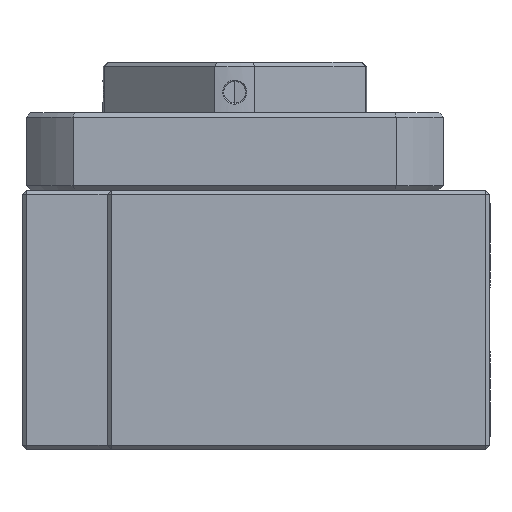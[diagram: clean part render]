
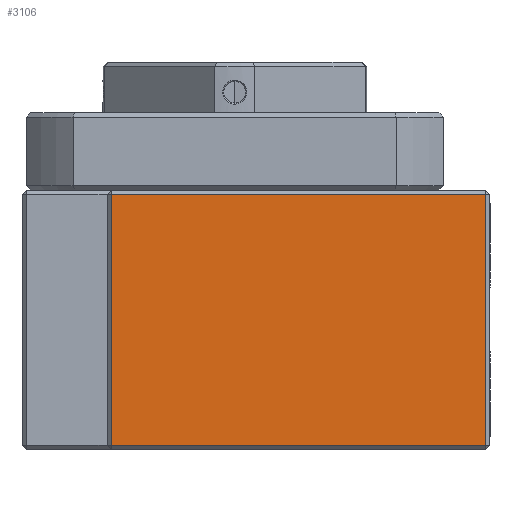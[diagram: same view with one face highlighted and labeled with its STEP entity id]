
A CAD part, left-side view. The second image highlights one B-rep face of the part: STEP entity #3106.
In plain terms, the highlighted planar face has unit normal (-1, 0, 0).
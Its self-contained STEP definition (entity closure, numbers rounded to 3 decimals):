
#1499 = CARTESIAN_POINT ( 'NONE',  ( -80., 89., -29.5 ) ) ;
#1503 = VERTEX_POINT ( 'NONE', #1499 ) ;
#1508 = VERTEX_POINT ( 'NONE', #1983 ) ;
#1517 = VERTEX_POINT ( 'NONE', #1991 ) ;
#1519 = VERTEX_POINT ( 'NONE', #1993 ) ;
#1983 = CARTESIAN_POINT ( 'NONE',  ( -80., 1., -29.5 ) ) ;
#1991 = CARTESIAN_POINT ( 'NONE',  ( -80., 1., 29.5 ) ) ;
#1993 = CARTESIAN_POINT ( 'NONE',  ( -80., 89., 29.5 ) ) ;
#3106 = ADVANCED_FACE ( 'NONE', ( #9505 ), #9362, .F. ) ;
#3484 = ORIENTED_EDGE ( 'NONE', *, *, #3979, .F. ) ;
#3485 = ORIENTED_EDGE ( 'NONE', *, *, #3976, .F. ) ;
#3486 = ORIENTED_EDGE ( 'NONE', *, *, #3971, .F. ) ;
#3487 = ORIENTED_EDGE ( 'NONE', *, *, #3980, .T. ) ;
#3971 = EDGE_CURVE ( 'NONE', #1503, #1519, #9818, .T. ) ;
#3976 = EDGE_CURVE ( 'NONE', #1519, #1517, #9828, .T. ) ;
#3979 = EDGE_CURVE ( 'NONE', #1517, #1508, #9815, .T. ) ;
#3980 = EDGE_CURVE ( 'NONE', #1503, #1508, #9823, .T. ) ;
#5139 = EDGE_LOOP ( 'NONE', ( #3484, #3485, #3486, #3487 ) ) ;
#7601 = AXIS2_PLACEMENT_3D ( 'NONE', #9365, #9371, #9372 ) ;
#9362 = PLANE ( 'NONE',  #7601 ) ;
#9365 = CARTESIAN_POINT ( 'NONE',  ( -80., 90., 30.5 ) ) ;
#9371 = DIRECTION ( 'NONE',  ( 1., 0., 0. ) ) ;
#9372 = DIRECTION ( 'NONE',  ( 0., 0., -1. ) ) ;
#9505 = FACE_OUTER_BOUND ( 'NONE', #5139, .T. ) ;
#9815 = LINE ( 'NONE', #10864, #9834 ) ;
#9818 = LINE ( 'NONE', #10850, #9819 ) ;
#9819 = VECTOR ( 'NONE', #10851, 1000. ) ;
#9823 = LINE ( 'NONE', #10866, #9836 ) ;
#9828 = LINE ( 'NONE', #10860, #9829 ) ;
#9829 = VECTOR ( 'NONE', #10861, 1000. ) ;
#9834 = VECTOR ( 'NONE', #10867, 1000. ) ;
#9836 = VECTOR ( 'NONE', #10869, 1000. ) ;
#10850 = CARTESIAN_POINT ( 'NONE',  ( -80., 89., 30.5 ) ) ;
#10851 = DIRECTION ( 'NONE',  ( 0., 0., 1. ) ) ;
#10860 = CARTESIAN_POINT ( 'NONE',  ( -80., 90., 29.5 ) ) ;
#10861 = DIRECTION ( 'NONE',  ( 0., -1., 0. ) ) ;
#10864 = CARTESIAN_POINT ( 'NONE',  ( -80., 1., 30.5 ) ) ;
#10866 = CARTESIAN_POINT ( 'NONE',  ( -80., 90., -29.5 ) ) ;
#10867 = DIRECTION ( 'NONE',  ( 0., 0., -1. ) ) ;
#10869 = DIRECTION ( 'NONE',  ( 0., -1., 0. ) ) ;
